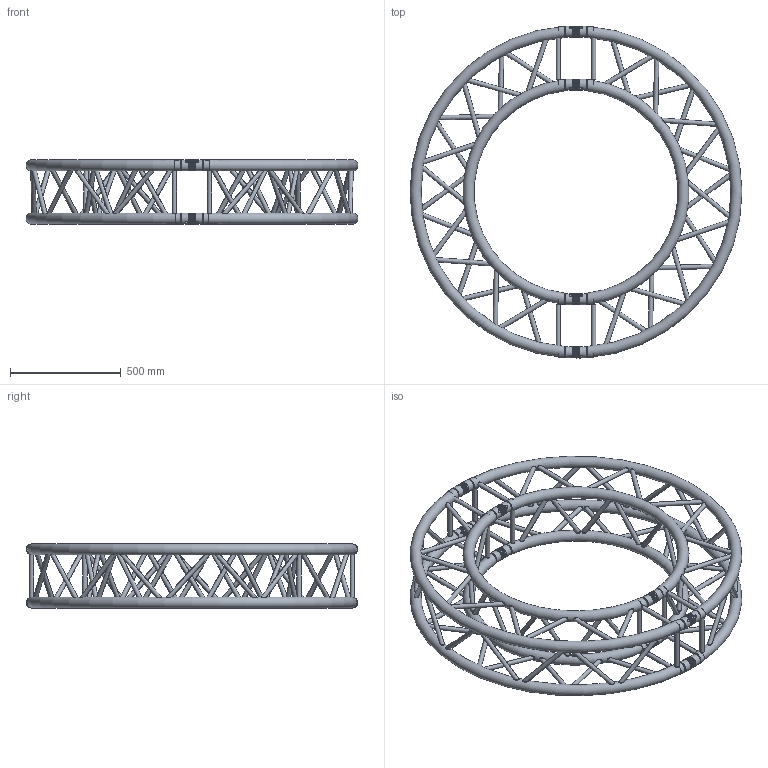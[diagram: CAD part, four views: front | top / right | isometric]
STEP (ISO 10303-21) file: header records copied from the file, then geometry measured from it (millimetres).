
FILE_DESCRIPTION(/* description */ (''),/* implementation_level */ '2;1');
FILE_NAME(/* name */ 'SQ-C1-5-180.stp',/* time_stamp */ '2021-03-03T14:24:40-08:00',/* author */ ('TheDanny'),/* organization */ (''),/* preprocessor_version */ 'ST-DEVELOPER v18.1',/* originating_system */ 'Autodesk Inventor 2021',/* authorisation */ '');
FILE_SCHEMA (('AUTOMOTIVE_DESIGN { 1 0 10303 214 3 1 1 }'));
Products named in the file (113): SQ-C1-5-180; SQ-C1-5-1801; SQ-C1-5-1802; SQ-C1-5-1803; SQ-C1-5-1804; SQ-C1-5-1805; SQ-C1-5-1806; SQ-C1-5-1807; SQ-C1-5-1808; SQ-C1-5-1809; SQ-C1-5-18010; SQ-C1-5-18011; SQ-C1-5-18012; SQ-C1-5-18013; SQ-C1-5-18014; SQ-C1-5-18015; SQ-C1-5-18016; SQ-C1-5-18017; SQ-C1-5-18018; SQ-C1-5-18019; SQ-C1-5-18020; SQ-C1-5-18021; SQ-C1-5-18022; SQ-C1-5-18023; SQ-C1-5-18024; SQ-C1-5-18025; SQ-C1-5-18026; SQ-C1-5-18027; SQ-C1-5-18028; SQ-C1-5-18029; SQ-C1-5-18030; SQ-C1-5-18031; SQ-C1-5-18032; SQ-C1-5-18033; SQ-C1-5-18034; SQ-C1-5-18035; SQ-C1-5-18036; SQ-C1-5-18037; SQ-C1-5-18038; SQ-C1-5-18039 ...
Assembly tree (112 placements, depth 2):
  SQ-C1-5-180
    SQ-C1-5-1801
    SQ-C1-5-1802
    SQ-C1-5-1803
    SQ-C1-5-1804
    SQ-C1-5-1805
    SQ-C1-5-1806
    SQ-C1-5-1807
    SQ-C1-5-1808
    SQ-C1-5-1809
    SQ-C1-5-18010
    SQ-C1-5-18011
    SQ-C1-5-18012
    SQ-C1-5-18013
    SQ-C1-5-18014
    SQ-C1-5-18015
    SQ-C1-5-18016
    SQ-C1-5-18017
    SQ-C1-5-18018
    SQ-C1-5-18019
    SQ-C1-5-18020
    SQ-C1-5-18021
    SQ-C1-5-18022
    SQ-C1-5-18023
    SQ-C1-5-18024
    SQ-C1-5-18025
    SQ-C1-5-18026
    SQ-C1-5-18027
    SQ-C1-5-18028
    SQ-C1-5-18029
    SQ-C1-5-18030
    SQ-C1-5-18031
    SQ-C1-5-18032
    SQ-C1-5-18033
    SQ-C1-5-18034
    SQ-C1-5-18035
    SQ-C1-5-18036
    SQ-C1-5-18037
    SQ-C1-5-18038
    SQ-C1-5-18039
    SQ-C1-5-18040
    SQ-C1-5-18041
    SQ-C1-5-18042
    SQ-C1-5-18043
    SQ-C1-5-18044
    SQ-C1-5-18045
    SQ-C1-5-18046
    SQ-C1-5-18047
    SQ-C1-5-18048
    SQ-C1-5-18049
    SQ-C1-5-18050
    SQ-C1-5-18051
    SQ-C1-5-18052
    SQ-C1-5-18053
    SQ-C1-5-18054
    SQ-C1-5-18055
    SQ-C1-5-18056
    SQ-C1-5-18057
    SQ-C1-5-18058
    SQ-C1-5-18059
Bounding box: 1500 x 1499.81 x 290 mm (x, y, z)
Volume: 7928929 mm3; surface area: 7019794.4 mm2
Topology: 112 solids, 112 shells, 640 faces, 1656 edges, 1208 vertices
Faces by surface type: torus 256, cylinder 224, cone 112, plane 48
Full cylindrical faces by diameter (mm): 16 x88, 20 x88, 30.3 x16, 43 x8, 45.8 x8, 50 x16
Entity records: 48051 total; most frequent: CARTESIAN_POINT 28873, ORIENTED_EDGE 3312, DIRECTION 2834, EDGE_CURVE 1656, AXIS2_PLACEMENT_3D 1233, VERTEX_POINT 1208, B_SPLINE_CURVE_WITH_KNOTS 920, EDGE_LOOP 896
